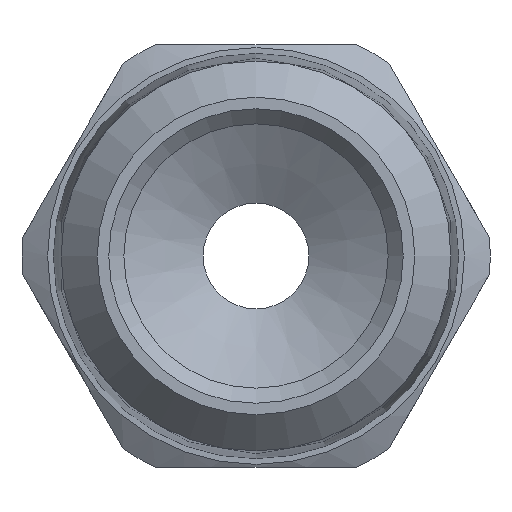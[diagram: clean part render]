
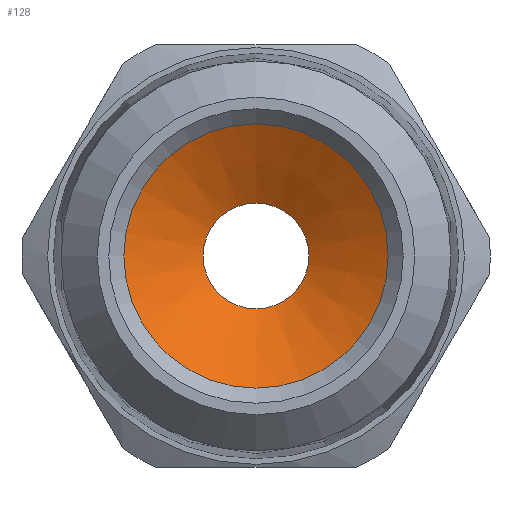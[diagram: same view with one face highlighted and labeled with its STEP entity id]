
A CAD part, front view. The second image highlights one B-rep face of the part: STEP entity #128.
In plain terms, the highlighted conical face has half-angle 60 degrees and reference radius 4.375 mm.
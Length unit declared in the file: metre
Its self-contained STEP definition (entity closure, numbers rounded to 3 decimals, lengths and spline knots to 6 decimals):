
#128 = ADVANCED_FACE( 'NONE', ( #282, #283 ), #284, .F. );
#282 = FACE_OUTER_BOUND( '', #453, .T. );
#283 = FACE_BOUND( '', #454, .T. );
#284 = CONICAL_SURFACE( '', #455, 0.004375, 1.047 );
#453 = EDGE_LOOP( '', ( #728 ) );
#454 = EDGE_LOOP( '', ( #729 ) );
#455 = AXIS2_PLACEMENT_3D( '', #730, #731, #732 );
#728 = ORIENTED_EDGE( '', *, *, #922, .T. );
#729 = ORIENTED_EDGE( '', *, *, #923, .F. );
#730 = CARTESIAN_POINT( '', ( 0., -0.0143, 0. ) );
#731 = DIRECTION( '', ( 0., -1., 0. ) );
#732 = DIRECTION( '', ( 0., 0., -1. ) );
#922 = EDGE_CURVE( 'NONE', #1091, #1091, #1092, .T. );
#923 = EDGE_CURVE( 'NONE', #1093, #1093, #1094, .T. );
#1091 = VERTEX_POINT( '', #1341 );
#1092 = CIRCLE( '', #1342, 0.004375 );
#1093 = VERTEX_POINT( '', #1343 );
#1094 = CIRCLE( '', #1344, 0.00175 );
#1341 = CARTESIAN_POINT( '', ( 0., -0.0143, -0.004375 ) );
#1342 = AXIS2_PLACEMENT_3D( '', #1488, #1489, #1490 );
#1343 = CARTESIAN_POINT( '', ( 0., -0.012784, -0.00175 ) );
#1344 = AXIS2_PLACEMENT_3D( '', #1491, #1492, #1493 );
#1488 = CARTESIAN_POINT( '', ( 0., -0.0143, 0. ) );
#1489 = DIRECTION( '', ( 0., -1., 0. ) );
#1490 = DIRECTION( '', ( 0., 0., -1. ) );
#1491 = CARTESIAN_POINT( '', ( 0., -0.012784, 0. ) );
#1492 = DIRECTION( '', ( 0., -1., 0. ) );
#1493 = DIRECTION( '', ( 0., 0., -1. ) );
